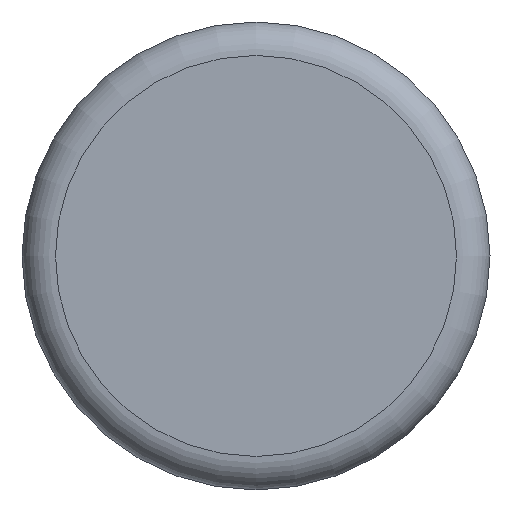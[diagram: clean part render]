
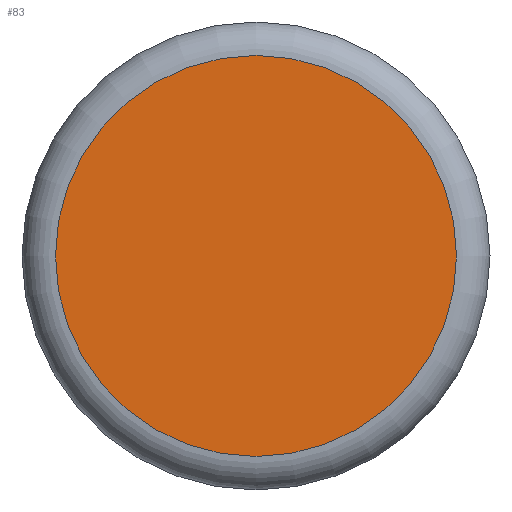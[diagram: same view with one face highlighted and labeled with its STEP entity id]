
A CAD part, top view. The second image highlights one B-rep face of the part: STEP entity #83.
In plain terms, the highlighted planar face has unit normal (0, 0, 1).
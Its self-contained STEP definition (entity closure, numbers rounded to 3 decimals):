
#83 = ADVANCED_FACE( '', ( #192 ), #193, .T. );
#192 = FACE_OUTER_BOUND( '', #352, .T. );
#193 = PLANE( '', #353 );
#352 = EDGE_LOOP( '', ( #519 ) );
#353 = AXIS2_PLACEMENT_3D( '', #520, #521, #522 );
#519 = ORIENTED_EDGE( '', *, *, #805, .T. );
#520 = CARTESIAN_POINT( '', ( 0., 14., 85. ) );
#521 = DIRECTION( '', ( 0., 0., 1. ) );
#522 = DIRECTION( '', ( 1., 0., 0. ) );
#805 = EDGE_CURVE( '', #927, #927, #928, .T. );
#927 = VERTEX_POINT( '', #1101 );
#928 = CIRCLE( '', #1102, 11.984 );
#1101 = CARTESIAN_POINT( '', ( 11.984, 0., 85. ) );
#1102 = AXIS2_PLACEMENT_3D( '', #1269, #1270, #1271 );
#1269 = CARTESIAN_POINT( '', ( 0., 0., 85. ) );
#1270 = DIRECTION( '', ( 0., 0., 1. ) );
#1271 = DIRECTION( '', ( 1., 0., 0. ) );
